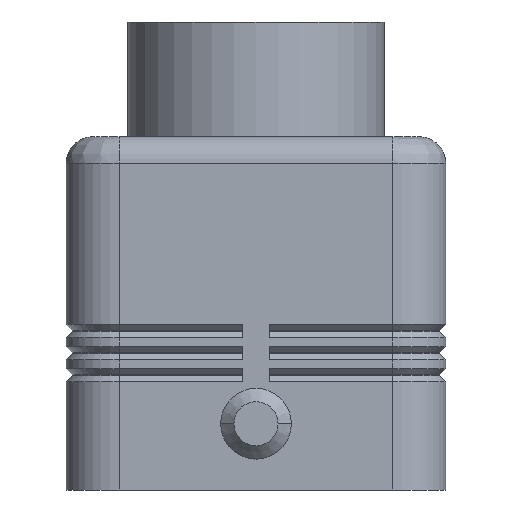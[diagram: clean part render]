
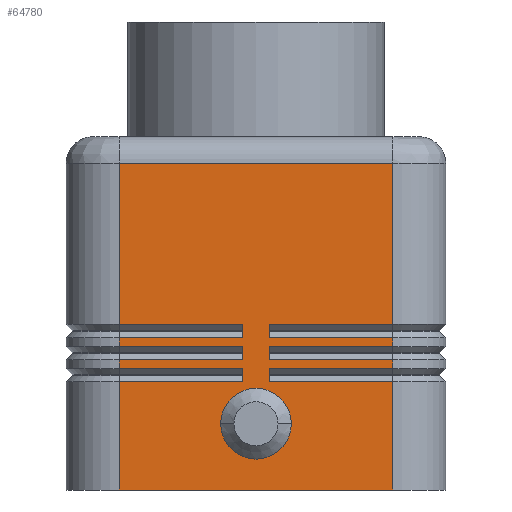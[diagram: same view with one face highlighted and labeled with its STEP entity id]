
A CAD part, left-side view. The second image highlights one B-rep face of the part: STEP entity #64780.
In plain terms, the highlighted planar face has unit normal (-1, 0, 0).
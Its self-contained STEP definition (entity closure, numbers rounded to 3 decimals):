
#1670=CARTESIAN_POINT('',(-30.,-15.5,13.75));
#1680=VERTEX_POINT('',#1670);
#2120=CARTESIAN_POINT('',(-30.,-15.5,12.25));
#2130=DIRECTION('',(0.,0.,-1.));
#2140=VECTOR('',#2130,12.25);
#2150=LINE('',#2120,#2140);
#2160=CARTESIAN_POINT('',(-30.,-15.5,12.25));
#2170=VERTEX_POINT('',#2160);
#2180=CARTESIAN_POINT('',(-30.,-15.5,0.));
#2190=VERTEX_POINT('',#2180);
#2200=EDGE_CURVE('',#2170,#2190,#2150,.T.);
#4410=CARTESIAN_POINT('',(-30.,-15.5,16.25));
#4420=VERTEX_POINT('',#4410);
#4860=CARTESIAN_POINT('',(-30.,-15.5,14.75));
#4870=DIRECTION('',(0.,0.,-1.));
#4880=VECTOR('',#4870,1.);
#4890=LINE('',#4860,#4880);
#4900=CARTESIAN_POINT('',(-30.,-15.5,14.75));
#4910=VERTEX_POINT('',#4900);
#4920=EDGE_CURVE('',#4910,#1680,#4890,.T.);
#6420=CARTESIAN_POINT('',(-30.,-15.5,37.));
#6430=DIRECTION('',(0.,0.,-1.));
#6440=VECTOR('',#6430,18.25);
#6450=LINE('',#6420,#6440);
#6460=CARTESIAN_POINT('',(-30.,-15.5,37.));
#6470=VERTEX_POINT('',#6460);
#6480=CARTESIAN_POINT('',(-30.,-15.5,18.75));
#6490=VERTEX_POINT('',#6480);
#6500=EDGE_CURVE('',#6470,#6490,#6450,.T.);
#7790=CARTESIAN_POINT('',(-30.,-15.5,17.25));
#7800=DIRECTION('',(0.,0.,-1.));
#7810=VECTOR('',#7800,1.);
#7820=LINE('',#7790,#7810);
#7830=CARTESIAN_POINT('',(-30.,-15.5,17.25));
#7840=VERTEX_POINT('',#7830);
#7850=EDGE_CURVE('',#7840,#4420,#7820,.T.);
#9500=CARTESIAN_POINT('',(-30.,15.5,13.75));
#9510=VERTEX_POINT('',#9500);
#10820=CARTESIAN_POINT('',(-30.,15.5,0.));
#10830=DIRECTION('',(0.,0.,1.));
#10840=VECTOR('',#10830,12.25);
#10850=LINE('',#10820,#10840);
#10860=CARTESIAN_POINT('',(-30.,15.5,0.));
#10870=VERTEX_POINT('',#10860);
#10880=CARTESIAN_POINT('',(-30.,15.5,12.25));
#10890=VERTEX_POINT('',#10880);
#10900=EDGE_CURVE('',#10870,#10890,#10850,.T.);
#12970=CARTESIAN_POINT('',(-30.,15.5,16.25));
#12980=DIRECTION('',(0.,0.,1.));
#12990=VECTOR('',#12980,1.);
#13000=LINE('',#12970,#12990);
#13010=CARTESIAN_POINT('',(-30.,15.5,16.25));
#13020=VERTEX_POINT('',#13010);
#13030=CARTESIAN_POINT('',(-30.,15.5,17.25));
#13040=VERTEX_POINT('',#13030);
#13050=EDGE_CURVE('',#13020,#13040,#13000,.T.);
#13460=CARTESIAN_POINT('',(-30.,15.5,18.75));
#13470=DIRECTION('',(0.,0.,1.));
#13480=VECTOR('',#13470,18.25);
#13490=LINE('',#13460,#13480);
#13500=CARTESIAN_POINT('',(-30.,15.5,18.75));
#13510=VERTEX_POINT('',#13500);
#13520=CARTESIAN_POINT('',(-30.,15.5,37.));
#13530=VERTEX_POINT('',#13520);
#13540=EDGE_CURVE('',#13510,#13530,#13490,.T.);
#14730=CARTESIAN_POINT('',(-30.,15.5,13.75));
#14740=DIRECTION('',(0.,0.,1.));
#14750=VECTOR('',#14740,1.);
#14760=LINE('',#14730,#14750);
#14770=CARTESIAN_POINT('',(-30.,15.5,14.75));
#14780=VERTEX_POINT('',#14770);
#14790=EDGE_CURVE('',#9510,#14780,#14760,.T.);
#26430=CARTESIAN_POINT('',(-30.,15.5,37.));
#26440=DIRECTION('',(0.,-1.,0.));
#26450=VECTOR('',#26440,31.);
#26460=LINE('',#26430,#26450);
#26470=EDGE_CURVE('',#13530,#6470,#26460,.T.);
#27390=CARTESIAN_POINT('',(-30.,4.,7.5));
#27400=VERTEX_POINT('',#27390);
#27430=CARTESIAN_POINT('',(-30.,0.,7.5));
#27440=DIRECTION('',(1.,0.,0.));
#27450=DIRECTION('',(0.,0.,1.));
#27460=AXIS2_PLACEMENT_3D('',#27430,#27440,#27450);
#27470=CIRCLE('',#27460,4.);
#27480=CARTESIAN_POINT('',(-30.,-4.,7.5));
#27490=VERTEX_POINT('',#27480);
#27500=EDGE_CURVE('',#27400,#27490,#27470,.T.);
#49470=CARTESIAN_POINT('',(-30.,-15.5,0.));
#49480=DIRECTION('',(0.,1.,0.));
#49490=VECTOR('',#49480,31.);
#49500=LINE('',#49470,#49490);
#49510=EDGE_CURVE('',#2190,#10870,#49500,.T.);
#59200=CARTESIAN_POINT('',(-30.,1.5,17.25));
#59210=VERTEX_POINT('',#59200);
#59240=CARTESIAN_POINT('',(-30.,15.5,17.25));
#59250=DIRECTION('',(0.,-1.,0.));
#59260=VECTOR('',#59250,14.);
#59270=LINE('',#59240,#59260);
#59280=EDGE_CURVE('',#13040,#59210,#59270,.T.);
#61720=CARTESIAN_POINT('',(-30.,1.5,18.75));
#61730=DIRECTION('',(0.,1.,0.));
#61740=VECTOR('',#61730,14.);
#61750=LINE('',#61720,#61740);
#61760=CARTESIAN_POINT('',(-30.,1.5,18.75));
#61770=VERTEX_POINT('',#61760);
#61780=EDGE_CURVE('',#61770,#13510,#61750,.T.);
#62410=CARTESIAN_POINT('',(-30.,1.5,14.75));
#62420=VERTEX_POINT('',#62410);
#62450=CARTESIAN_POINT('',(-30.,15.5,14.75));
#62460=DIRECTION('',(0.,-1.,0.));
#62470=VECTOR('',#62460,14.);
#62480=LINE('',#62450,#62470);
#62490=EDGE_CURVE('',#14780,#62420,#62480,.T.);
#63410=CARTESIAN_POINT('',(-30.,0.,40.));
#63420=DIRECTION('',(-1.,0.,0.));
#63430=DIRECTION('',(0.,0.,1.));
#63440=AXIS2_PLACEMENT_3D('',#63410,#63420,#63430);
#63450=PLANE('',#63440);
#63460=ORIENTED_EDGE('',*,*,#6500,.F.);
#63470=CARTESIAN_POINT('',(-30.,-15.5,18.75));
#63480=DIRECTION('',(0.,1.,0.));
#63490=VECTOR('',#63480,14.);
#63500=LINE('',#63470,#63490);
#63510=CARTESIAN_POINT('',(-30.,-1.5,18.75));
#63520=VERTEX_POINT('',#63510);
#63530=EDGE_CURVE('',#6490,#63520,#63500,.T.);
#63540=ORIENTED_EDGE('',*,*,#63530,.F.);
#63550=CARTESIAN_POINT('',(-30.,-1.5,18.75));
#63560=DIRECTION('',(0.,0.,-1.));
#63570=VECTOR('',#63560,1.5);
#63580=LINE('',#63550,#63570);
#63590=CARTESIAN_POINT('',(-30.,-1.5,17.25));
#63600=VERTEX_POINT('',#63590);
#63610=EDGE_CURVE('',#63520,#63600,#63580,.T.);
#63620=ORIENTED_EDGE('',*,*,#63610,.F.);
#63630=CARTESIAN_POINT('',(-30.,-1.5,17.25));
#63640=DIRECTION('',(0.,-1.,0.));
#63650=VECTOR('',#63640,14.);
#63660=LINE('',#63630,#63650);
#63670=EDGE_CURVE('',#63600,#7840,#63660,.T.);
#63680=ORIENTED_EDGE('',*,*,#63670,.F.);
#63690=ORIENTED_EDGE('',*,*,#7850,.F.);
#63700=CARTESIAN_POINT('',(-30.,-15.5,16.25));
#63710=DIRECTION('',(0.,1.,0.));
#63720=VECTOR('',#63710,14.);
#63730=LINE('',#63700,#63720);
#63740=CARTESIAN_POINT('',(-30.,-1.5,16.25));
#63750=VERTEX_POINT('',#63740);
#63760=EDGE_CURVE('',#4420,#63750,#63730,.T.);
#63770=ORIENTED_EDGE('',*,*,#63760,.F.);
#63780=CARTESIAN_POINT('',(-30.,-1.5,16.25));
#63790=DIRECTION('',(0.,0.,-1.));
#63800=VECTOR('',#63790,1.5);
#63810=LINE('',#63780,#63800);
#63820=CARTESIAN_POINT('',(-30.,-1.5,14.75));
#63830=VERTEX_POINT('',#63820);
#63840=EDGE_CURVE('',#63750,#63830,#63810,.T.);
#63850=ORIENTED_EDGE('',*,*,#63840,.F.);
#63860=CARTESIAN_POINT('',(-30.,-1.5,14.75));
#63870=DIRECTION('',(0.,-1.,0.));
#63880=VECTOR('',#63870,14.);
#63890=LINE('',#63860,#63880);
#63900=EDGE_CURVE('',#63830,#4910,#63890,.T.);
#63910=ORIENTED_EDGE('',*,*,#63900,.F.);
#63920=ORIENTED_EDGE('',*,*,#4920,.F.);
#63930=CARTESIAN_POINT('',(-30.,-15.5,13.75));
#63940=DIRECTION('',(0.,1.,0.));
#63950=VECTOR('',#63940,14.);
#63960=LINE('',#63930,#63950);
#63970=CARTESIAN_POINT('',(-30.,-1.5,13.75));
#63980=VERTEX_POINT('',#63970);
#63990=EDGE_CURVE('',#1680,#63980,#63960,.T.);
#64000=ORIENTED_EDGE('',*,*,#63990,.F.);
#64010=CARTESIAN_POINT('',(-30.,-1.5,13.75));
#64020=DIRECTION('',(0.,0.,-1.));
#64030=VECTOR('',#64020,1.5);
#64040=LINE('',#64010,#64030);
#64050=CARTESIAN_POINT('',(-30.,-1.5,12.25));
#64060=VERTEX_POINT('',#64050);
#64070=EDGE_CURVE('',#63980,#64060,#64040,.T.);
#64080=ORIENTED_EDGE('',*,*,#64070,.F.);
#64090=CARTESIAN_POINT('',(-30.,-1.5,12.25));
#64100=DIRECTION('',(0.,-1.,0.));
#64110=VECTOR('',#64100,14.);
#64120=LINE('',#64090,#64110);
#64130=EDGE_CURVE('',#64060,#2170,#64120,.T.);
#64140=ORIENTED_EDGE('',*,*,#64130,.F.);
#64150=ORIENTED_EDGE('',*,*,#2200,.F.);
#64160=ORIENTED_EDGE('',*,*,#49510,.F.);
#64170=ORIENTED_EDGE('',*,*,#10900,.F.);
#64180=CARTESIAN_POINT('',(-30.,15.5,12.25));
#64190=DIRECTION('',(0.,-1.,0.));
#64200=VECTOR('',#64190,14.);
#64210=LINE('',#64180,#64200);
#64220=CARTESIAN_POINT('',(-30.,1.5,12.25));
#64230=VERTEX_POINT('',#64220);
#64240=EDGE_CURVE('',#10890,#64230,#64210,.T.);
#64250=ORIENTED_EDGE('',*,*,#64240,.F.);
#64260=CARTESIAN_POINT('',(-30.,1.5,12.25));
#64270=DIRECTION('',(0.,0.,1.));
#64280=VECTOR('',#64270,1.5);
#64290=LINE('',#64260,#64280);
#64300=CARTESIAN_POINT('',(-30.,1.5,13.75));
#64310=VERTEX_POINT('',#64300);
#64320=EDGE_CURVE('',#64230,#64310,#64290,.T.);
#64330=ORIENTED_EDGE('',*,*,#64320,.F.);
#64340=CARTESIAN_POINT('',(-30.,1.5,13.75));
#64350=DIRECTION('',(0.,1.,0.));
#64360=VECTOR('',#64350,14.);
#64370=LINE('',#64340,#64360);
#64380=EDGE_CURVE('',#64310,#9510,#64370,.T.);
#64390=ORIENTED_EDGE('',*,*,#64380,.F.);
#64400=ORIENTED_EDGE('',*,*,#14790,.F.);
#64410=ORIENTED_EDGE('',*,*,#62490,.F.);
#64420=CARTESIAN_POINT('',(-30.,1.5,14.75));
#64430=DIRECTION('',(0.,0.,1.));
#64440=VECTOR('',#64430,1.5);
#64450=LINE('',#64420,#64440);
#64460=CARTESIAN_POINT('',(-30.,1.5,16.25));
#64470=VERTEX_POINT('',#64460);
#64480=EDGE_CURVE('',#62420,#64470,#64450,.T.);
#64490=ORIENTED_EDGE('',*,*,#64480,.F.);
#64500=CARTESIAN_POINT('',(-30.,1.5,16.25));
#64510=DIRECTION('',(0.,1.,0.));
#64520=VECTOR('',#64510,14.);
#64530=LINE('',#64500,#64520);
#64540=EDGE_CURVE('',#64470,#13020,#64530,.T.);
#64550=ORIENTED_EDGE('',*,*,#64540,.F.);
#64560=ORIENTED_EDGE('',*,*,#13050,.F.);
#64570=ORIENTED_EDGE('',*,*,#59280,.F.);
#64580=CARTESIAN_POINT('',(-30.,1.5,17.25));
#64590=DIRECTION('',(0.,0.,1.));
#64600=VECTOR('',#64590,1.5);
#64610=LINE('',#64580,#64600);
#64620=EDGE_CURVE('',#59210,#61770,#64610,.T.);
#64630=ORIENTED_EDGE('',*,*,#64620,.F.);
#64640=ORIENTED_EDGE('',*,*,#61780,.F.);
#64650=ORIENTED_EDGE('',*,*,#13540,.F.);
#64660=ORIENTED_EDGE('',*,*,#26470,.F.);
#64670=EDGE_LOOP('',(#64660,#64650,#64640,#64630,#64570,#64560,#64550,
#64490,#64410,#64400,#64390,#64330,#64250,#64170,#64160,#64150,#64140,
#64080,#64000,#63920,#63910,#63850,#63770,#63690,#63680,#63620,#63540,
#63460));
#64680=FACE_OUTER_BOUND('',#64670,.T.);
#64690=ORIENTED_EDGE('',*,*,#27500,.T.);
#64700=CARTESIAN_POINT('',(-30.,0.,3.5));
#64710=VERTEX_POINT('',#64700);
#64720=EDGE_CURVE('',#64710,#27400,#27470,.T.);
#64730=ORIENTED_EDGE('',*,*,#64720,.T.);
#64740=EDGE_CURVE('',#27490,#64710,#27470,.T.);
#64750=ORIENTED_EDGE('',*,*,#64740,.T.);
#64760=EDGE_LOOP('',(#64750,#64730,#64690));
#64770=FACE_BOUND('',#64760,.T.);
#64780=ADVANCED_FACE('',(#64680,#64770),#63450,.T.);
